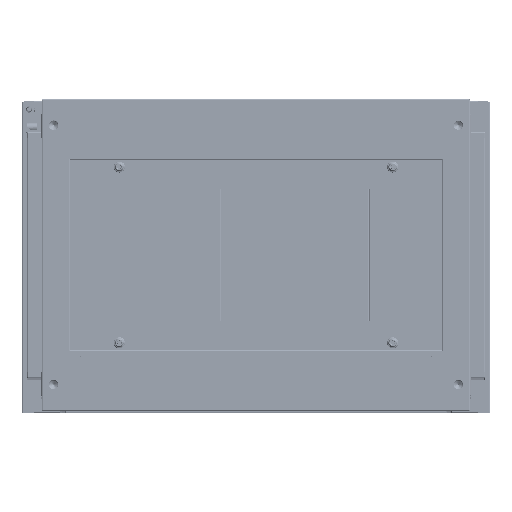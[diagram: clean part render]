
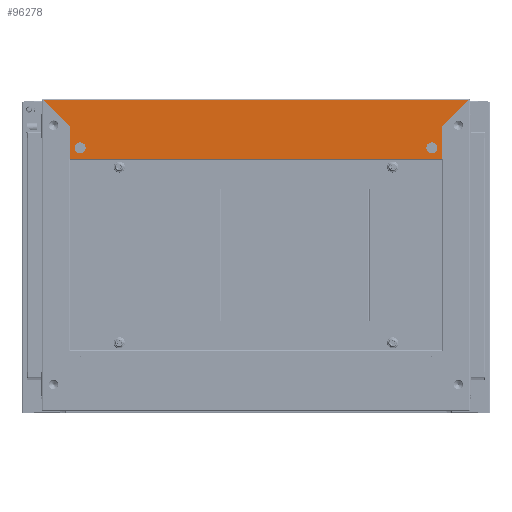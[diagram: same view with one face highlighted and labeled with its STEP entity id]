
A CAD part, top view. The second image highlights one B-rep face of the part: STEP entity #96278.
In plain terms, the highlighted planar face has unit normal (0, 0, 1).
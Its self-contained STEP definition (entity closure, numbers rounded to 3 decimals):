
#12843 = CARTESIAN_POINT ( 'NONE',  ( 237.55, 0., 1.5 ) ) ;
#12949 = CARTESIAN_POINT ( 'NONE',  ( 238.25, -0.7, 1.5 ) ) ;
#13042 = CARTESIAN_POINT ( 'NONE',  ( 238.25, -40.29, 1.5 ) ) ;
#13125 = CARTESIAN_POINT ( 'NONE',  ( -232., -26.3, 1.5 ) ) ;
#13132 = CARTESIAN_POINT ( 'NONE',  ( -218., -26.3, 1.5 ) ) ;
#13164 = CARTESIAN_POINT ( 'NONE',  ( 232., -26.3, 1.5 ) ) ;
#13172 = CARTESIAN_POINT ( 'NONE',  ( -238.25, -40.29, 1.5 ) ) ;
#13203 = CARTESIAN_POINT ( 'NONE',  ( 218., -26.3, 1.5 ) ) ;
#13370 = CARTESIAN_POINT ( 'NONE',  ( -238.25, -0.7, 1.5 ) ) ;
#13514 = CARTESIAN_POINT ( 'NONE',  ( -237.55, 0., 1.5 ) ) ;
#13576 = CARTESIAN_POINT ( 'NONE',  ( -272.24, 34.69, 1.5 ) ) ;
#13789 = CARTESIAN_POINT ( 'NONE',  ( 272.24, 34.69, 1.5 ) ) ;
#21111 = DIRECTION ( 'NONE',  ( 1., 0., 0. ) ) ;
#21118 = DIRECTION ( 'NONE',  ( 0., 0., 1. ) ) ;
#21121 = CARTESIAN_POINT ( 'NONE',  ( -225., -26.3, 1.5 ) ) ;
#21348 = DIRECTION ( 'NONE',  ( -1., 0., 0. ) ) ;
#21359 = DIRECTION ( 'NONE',  ( 0., 0., 1. ) ) ;
#21364 = CARTESIAN_POINT ( 'NONE',  ( 225., -26.3, 1.5 ) ) ;
#24093 = DIRECTION ( 'NONE',  ( 0.707, 0.707, 0. ) ) ;
#24098 = CARTESIAN_POINT ( 'NONE',  ( 272.25, 34.7, 1.5 ) ) ;
#24183 = DIRECTION ( 'NONE',  ( -0.707, 0.707, 0. ) ) ;
#24226 = CARTESIAN_POINT ( 'NONE',  ( 238.25, -0.7, 1.5 ) ) ;
#24278 = DIRECTION ( 'NONE',  ( 0., 1., 0. ) ) ;
#24281 = CARTESIAN_POINT ( 'NONE',  ( 238.25, -0.7, 1.5 ) ) ;
#24346 = DIRECTION ( 'NONE',  ( 1., 0., 0. ) ) ;
#24350 = CARTESIAN_POINT ( 'NONE',  ( -238.25, -40.29, 1.5 ) ) ;
#24501 = DIRECTION ( 'NONE',  ( 1., 0., 0. ) ) ;
#24509 = DIRECTION ( 'NONE',  ( 0., 0., 1. ) ) ;
#24513 = CARTESIAN_POINT ( 'NONE',  ( -225., -26.3, 1.5 ) ) ;
#24688 = DIRECTION ( 'NONE',  ( -1., 0., 0. ) ) ;
#24695 = DIRECTION ( 'NONE',  ( 0., 0., 1. ) ) ;
#24703 = CARTESIAN_POINT ( 'NONE',  ( 225., -26.3, 1.5 ) ) ;
#24818 = DIRECTION ( 'NONE',  ( -1., 0., 0. ) ) ;
#24821 = CARTESIAN_POINT ( 'NONE',  ( 272.25, 34.69, 1.5 ) ) ;
#24942 = DIRECTION ( 'NONE',  ( 0.707, -0.707, 0. ) ) ;
#24975 = CARTESIAN_POINT ( 'NONE',  ( -272.25, 34.7, 1.5 ) ) ;
#24986 = DIRECTION ( 'NONE',  ( 0., -1., 0. ) ) ;
#24993 = CARTESIAN_POINT ( 'NONE',  ( -238.25, -0.7, 1.5 ) ) ;
#25065 = DIRECTION ( 'NONE',  ( -0.707, -0.707, 0. ) ) ;
#25073 = CARTESIAN_POINT ( 'NONE',  ( -238.25, -0.7, 1.5 ) ) ;
#38349 = EDGE_CURVE ( 'NONE', #41437, #41449, #97183, .T. ) ;
#38365 = EDGE_CURVE ( 'NONE', #41472, #41474, #97186, .T. ) ;
#38573 = EDGE_CURVE ( 'NONE', #41893, #41903, #97241, .T. ) ;
#38582 = EDGE_CURVE ( 'NONE', #41903, #41913, #97239, .T. ) ;
#38586 = EDGE_CURVE ( 'NONE', #41881, #41893, #97245, .T. ) ;
#38601 = EDGE_CURVE ( 'NONE', #41879, #41881, #97250, .T. ) ;
#38609 = EDGE_CURVE ( 'NONE', #41449, #41437, #97252, .T. ) ;
#38618 = EDGE_CURVE ( 'NONE', #41474, #41472, #97254, .T. ) ;
#38636 = EDGE_CURVE ( 'NONE', #41913, #41922, #97248, .T. ) ;
#38644 = EDGE_CURVE ( 'NONE', #41922, #41930, #97257, .T. ) ;
#38652 = EDGE_CURVE ( 'NONE', #41930, #41939, #97246, .T. ) ;
#38663 = EDGE_CURVE ( 'NONE', #41939, #41879, #97263, .T. ) ;
#40480 = AXIS2_PLACEMENT_3D ( 'NONE', #24703, #24695, #24688 ) ;
#40499 = AXIS2_PLACEMENT_3D ( 'NONE', #24513, #24509, #24501 ) ;
#40539 = AXIS2_PLACEMENT_3D ( 'NONE', #21121, #21118, #21111 ) ;
#40555 = AXIS2_PLACEMENT_3D ( 'NONE', #21364, #21359, #21348 ) ;
#41437 = VERTEX_POINT ( 'NONE', #13203 ) ;
#41449 = VERTEX_POINT ( 'NONE', #13164 ) ;
#41472 = VERTEX_POINT ( 'NONE', #13125 ) ;
#41474 = VERTEX_POINT ( 'NONE', #13132 ) ;
#41879 = VERTEX_POINT ( 'NONE', #13789 ) ;
#41881 = VERTEX_POINT ( 'NONE', #13576 ) ;
#41893 = VERTEX_POINT ( 'NONE', #13514 ) ;
#41903 = VERTEX_POINT ( 'NONE', #13370 ) ;
#41913 = VERTEX_POINT ( 'NONE', #13172 ) ;
#41922 = VERTEX_POINT ( 'NONE', #13042 ) ;
#41930 = VERTEX_POINT ( 'NONE', #12949 ) ;
#41939 = VERTEX_POINT ( 'NONE', #12843 ) ;
#91595 = EDGE_LOOP ( 'NONE', ( #106673, #106671, #106669, #106667, #106665, #106663, #106661, #106659 ) ) ;
#91605 = EDGE_LOOP ( 'NONE', ( #106677, #106675 ) ) ;
#91625 = EDGE_LOOP ( 'NONE', ( #106681, #106679 ) ) ;
#96278 = ADVANCED_FACE ( 'NONE', ( #120513, #120519, #120521 ), #112336, .F. ) ;
#97183 = CIRCLE ( 'NONE', #40555, 7. ) ;
#97186 = CIRCLE ( 'NONE', #40539, 7. ) ;
#97235 = VECTOR ( 'NONE', #25065, 1000. ) ;
#97239 = LINE ( 'NONE', #24993, #97240 ) ;
#97240 = VECTOR ( 'NONE', #24986, 1000. ) ;
#97241 = LINE ( 'NONE', #25073, #97235 ) ;
#97242 = VECTOR ( 'NONE', #24942, 1000. ) ;
#97245 = LINE ( 'NONE', #24975, #97242 ) ;
#97246 = LINE ( 'NONE', #24226, #97260 ) ;
#97247 = VECTOR ( 'NONE', #24818, 1000. ) ;
#97248 = LINE ( 'NONE', #24350, #97255 ) ;
#97250 = LINE ( 'NONE', #24821, #97247 ) ;
#97252 = CIRCLE ( 'NONE', #40480, 7. ) ;
#97253 = VECTOR ( 'NONE', #24278, 1000. ) ;
#97254 = CIRCLE ( 'NONE', #40499, 7. ) ;
#97255 = VECTOR ( 'NONE', #24346, 1000. ) ;
#97257 = LINE ( 'NONE', #24281, #97253 ) ;
#97260 = VECTOR ( 'NONE', #24183, 1000. ) ;
#97263 = LINE ( 'NONE', #24098, #97266 ) ;
#97266 = VECTOR ( 'NONE', #24093, 1000. ) ;
#106659 = ORIENTED_EDGE ( 'NONE', *, *, #38663, .T. ) ;
#106661 = ORIENTED_EDGE ( 'NONE', *, *, #38652, .T. ) ;
#106663 = ORIENTED_EDGE ( 'NONE', *, *, #38644, .T. ) ;
#106665 = ORIENTED_EDGE ( 'NONE', *, *, #38636, .T. ) ;
#106667 = ORIENTED_EDGE ( 'NONE', *, *, #38582, .T. ) ;
#106669 = ORIENTED_EDGE ( 'NONE', *, *, #38573, .T. ) ;
#106671 = ORIENTED_EDGE ( 'NONE', *, *, #38586, .T. ) ;
#106673 = ORIENTED_EDGE ( 'NONE', *, *, #38601, .T. ) ;
#106675 = ORIENTED_EDGE ( 'NONE', *, *, #38365, .F. ) ;
#106677 = ORIENTED_EDGE ( 'NONE', *, *, #38618, .F. ) ;
#106679 = ORIENTED_EDGE ( 'NONE', *, *, #38349, .F. ) ;
#106681 = ORIENTED_EDGE ( 'NONE', *, *, #38609, .F. ) ;
#112331 = CARTESIAN_POINT ( 'NONE',  ( 237.55, 0., 1.5 ) ) ;
#112336 = PLANE ( 'NONE',  #122482 ) ;
#112337 = DIRECTION ( 'NONE',  ( 0., 0., -1. ) ) ;
#112338 = DIRECTION ( 'NONE',  ( -1., 0., 0. ) ) ;
#120513 = FACE_BOUND ( 'NONE', #91625, .T. ) ;
#120519 = FACE_BOUND ( 'NONE', #91605, .T. ) ;
#120521 = FACE_OUTER_BOUND ( 'NONE', #91595, .T. ) ;
#122482 = AXIS2_PLACEMENT_3D ( 'NONE', #112331, #112337, #112338 ) ;
